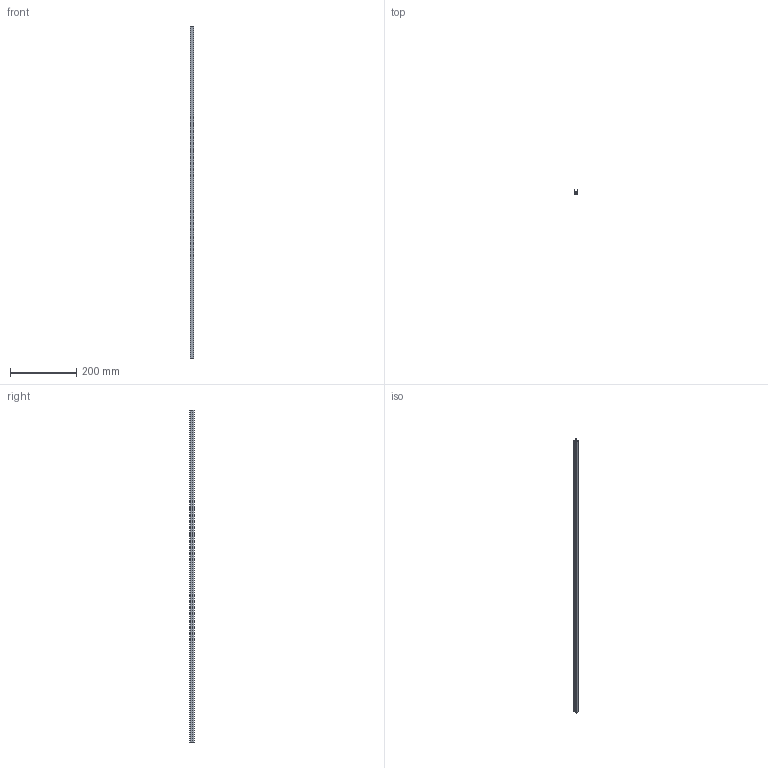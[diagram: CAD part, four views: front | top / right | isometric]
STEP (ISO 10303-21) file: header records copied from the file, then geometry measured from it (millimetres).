
FILE_DESCRIPTION (( 'STEP AP214' ), '1' );
FILE_NAME ('SNSD.30.51.87. Ïëàñòèêîâûé ïðîôèëü äëÿ óñòàíîâêè ïàíåëåé â ïàç, ïàç 10(F03).STEP', '2014-12-23T11:53:13', ( 'XTreme.ws' ), ( 'XTreme.ws' ), 'SwSTEP 2.0', 'SolidWorks 2014', '' );
FILE_SCHEMA (( 'AUTOMOTIVE_DESIGN' ));
Length unit declared in the file: millimetre
Products named in the file (2): SNSD.30.51.87. Ïëàñòèêîâûé ïðîôèëü äëÿ óñòàíîâêè ïàíåëåé â ïàç, ïàç 10(F03)
Bounding box: 11.8 x 12.5 x 1000 mm (x, y, z)
Volume: 44429.1 mm3; surface area: 82823.5 mm2
Topology: 1 solids, 1 shells, 46 faces, 132 edges, 88 vertices
Faces by surface type: plane 26, cylinder 20
Entity records: 1565 total; most frequent: CARTESIAN_POINT 268, DIRECTION 268, ORIENTED_EDGE 264, EDGE_CURVE 132, LINE 92, VECTOR 92, VERTEX_POINT 88, AXIS2_PLACEMENT_3D 88
